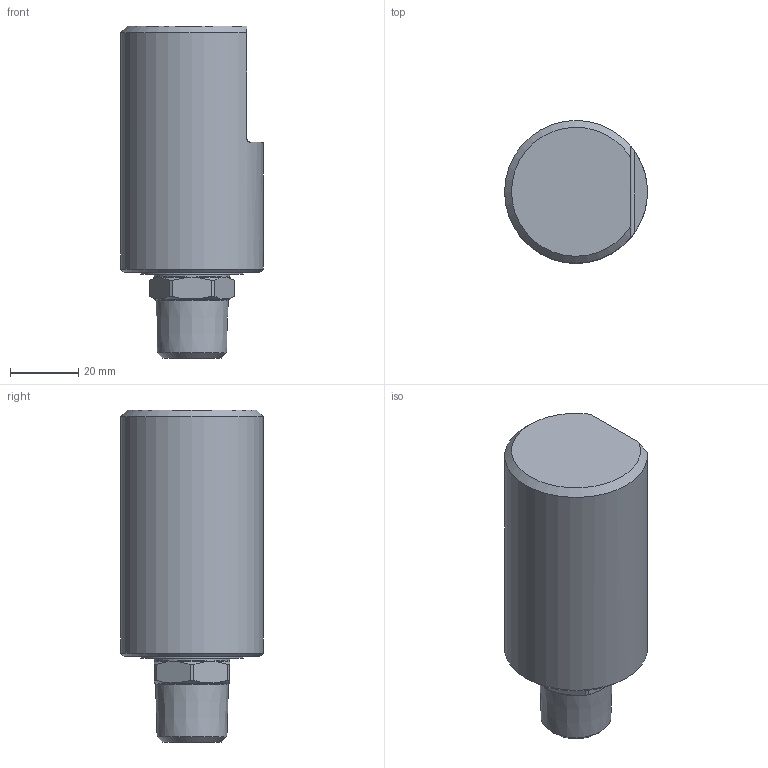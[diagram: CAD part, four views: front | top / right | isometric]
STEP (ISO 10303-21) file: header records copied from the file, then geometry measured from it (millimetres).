
FILE_DESCRIPTION(/* description */ (''),/* implementation_level */ '2;1');
FILE_NAME(/* name */ '34.723.stp',/* time_stamp */ '2019-02-06T09:19:44+01:00',/* author */ ('a.zekan'),/* organization */ (''),/* preprocessor_version */ 'ST-DEVELOPER v16.1',/* originating_system */ 'Autodesk Inventor 2016',/* authorisation */ '');
FILE_SCHEMA (('AUTOMOTIVE_DESIGN { 1 0 10303 214 3 1 1 }'));
Length unit declared in the file: millimetre
Products named in the file (1): Bauteil5
Bounding box: 41.7 x 41.7 x 97 mm (x, y, z)
Volume: 87935.9 mm3; surface area: 19366.9 mm2
Topology: 1 solids, 3 shells, 75 faces, 189 edges, 108 vertices
Faces by surface type: cylinder 21, cone 17, plane 16, bspline 12, torus 9
Full cylindrical faces by diameter (mm): 3 x1, 13 x2, 17.1 x1, 18.63 x1, 20 x1, 20.4 x1, 22 x1, 30 x1, 36 x2, 36.38 x2, 41.7 x1
Entity records: 2402 total; most frequent: CARTESIAN_POINT 863, DIRECTION 285, ORIENTED_EDGE 272, EDGE_CURVE 136, AXIS2_PLACEMENT_3D 134, EDGE_LOOP 110, VERTEX_POINT 94, STYLED_ITEM 75
